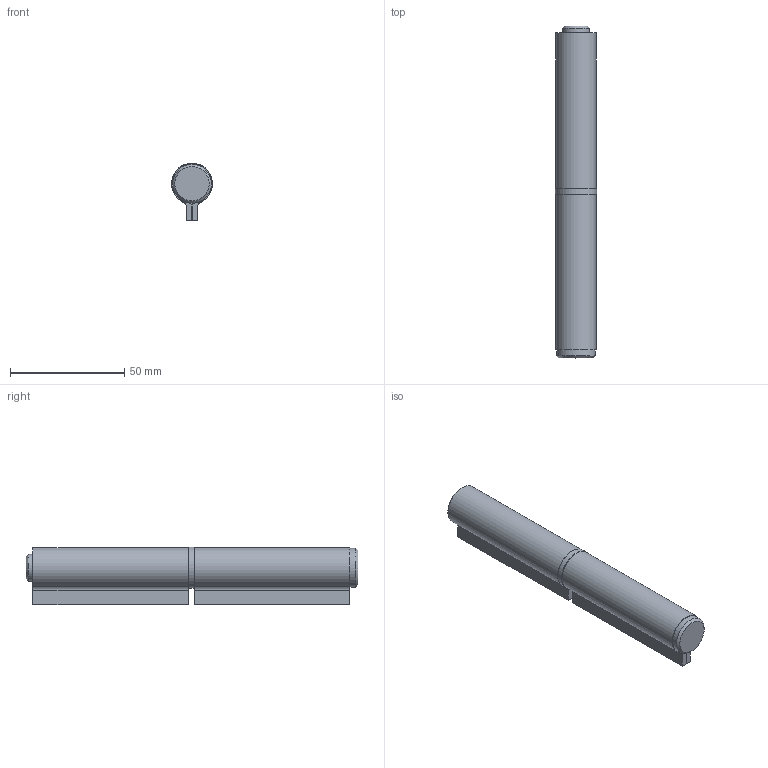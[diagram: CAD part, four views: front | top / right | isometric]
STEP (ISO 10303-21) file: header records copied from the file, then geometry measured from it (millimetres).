
FILE_DESCRIPTION (( 'STEP AP203' ), '1' );
FILE_NAME ('405-14.step', '2021-09-07T07:28:34', ( '' ), ( '' ), 'SwSTEP 2.0', 'SolidWorks 2018', '' );
FILE_SCHEMA (( 'CONFIG_CONTROL_DESIGN' ));
Length unit declared in the file: millimetre
Products named in the file (9): 405-xx Teil4_405-14 Teil4; 405-xx Teil3; 405-xx Teil2_405-14 Teil2; 405-xx Teil3_405-14 Teil3; 405-xx Teil2; 405-14; 405-xx Teil4; 405-xx Teil1_405-14 Teil1; 405-xx Teil1
Assembly tree (4 placements, depth 2):
  405-xx Teil3
  405-xx Teil2
  405-14
    405-xx Teil1_405-14 Teil1
    405-xx Teil2_405-14 Teil2
    405-xx Teil3_405-14 Teil3
    405-xx Teil4_405-14 Teil4
  405-xx Teil4
  405-xx Teil1
Bounding box: 18 x 145 x 25.2 mm (x, y, z)
Volume: 37079 mm3; surface area: 24205.7 mm2
Topology: 4 solids, 4 shells, 310 faces, 832 edges, 553 vertices
Faces by surface type: plane 161, bspline 105, cylinder 38, torus 4, cone 2
Full cylindrical faces by diameter (mm): 11.7 x1, 12 x1, 17 x1, 18 x1
Entity records: 13945 total; most frequent: CARTESIAN_POINT 6007, ORIENTED_EDGE 1642, DIRECTION 1189, EDGE_CURVE 821, VERTEX_POINT 552, LINE 427, VECTOR 427, AXIS2_PLACEMENT_3D 381
